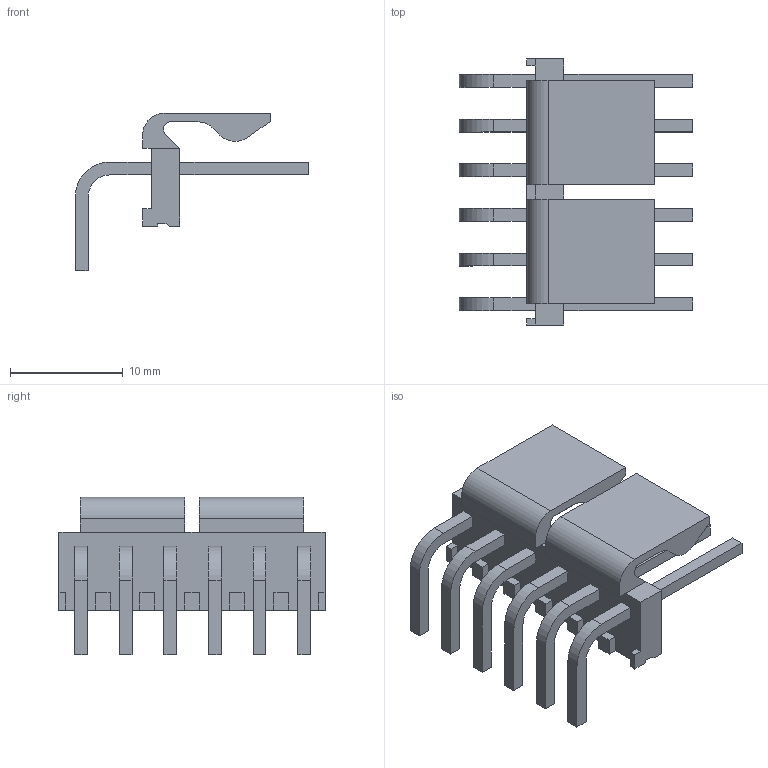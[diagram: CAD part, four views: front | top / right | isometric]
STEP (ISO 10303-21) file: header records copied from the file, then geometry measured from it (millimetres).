
FILE_DESCRIPTION(('FreeCAD Model'),'2;1');
FILE_NAME('_26605060_cp.step','2018-08-18T15:58:33',( 'kicad StepUp'),('ksu MCAD'),'Open CASCADE STEP processor 7.2', 'FreeCAD','Unknown');
FILE_SCHEMA(('AUTOMOTIVE_DESIGN_CC2 { 1 2 10303 214 -1 1 5 4 }'));
Length unit declared in the file: millimetre
Products named in the file (1): _26605060_cp
Bounding box: 20.71 x 23.62 x 13.97 mm (x, y, z)
Volume: 976.3 mm3; surface area: 1773.7 mm2
Topology: 1 solids, 1 shells, 150 faces, 412 edges, 288 vertices
Faces by surface type: plane 130, cylinder 20
Entity records: 5771 total; most frequent: CARTESIAN_POINT 851, ORIENTED_EDGE 800, DIRECTION 766, EDGE_CURVE 400, LINE 360, VECTOR 360, VERTEX_POINT 264, AXIS2_PLACEMENT_3D 203
